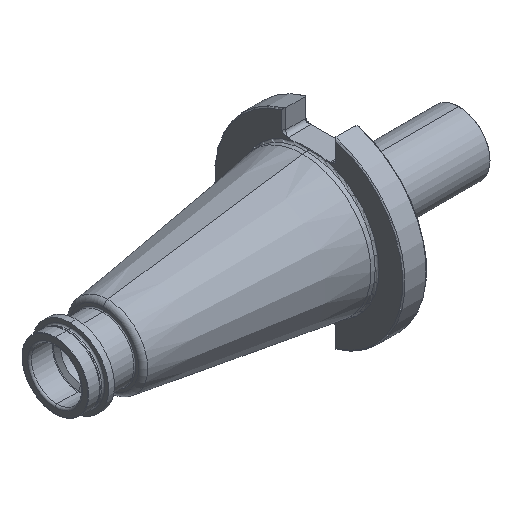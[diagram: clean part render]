
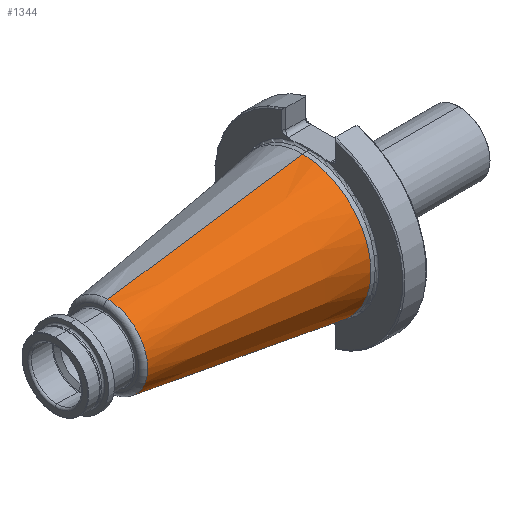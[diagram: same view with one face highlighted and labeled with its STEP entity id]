
A CAD part, isometric view. The second image highlights one B-rep face of the part: STEP entity #1344.
In plain terms, the highlighted conical face has half-angle 8.297 degrees and reference radius 34.925 mm.
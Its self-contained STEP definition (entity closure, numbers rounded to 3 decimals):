
#130 = ORIENTED_EDGE ( 'NONE', *, *, #2888, .F. ) ;
#258 = EDGE_CURVE ( 'NONE', #1268, #639, #2487, .T. ) ;
#425 = CIRCLE ( 'NONE', #1542, 20.377 ) ;
#639 = VERTEX_POINT ( 'NONE', #2419 ) ;
#716 = DIRECTION ( 'NONE',  ( 0.99, 0., -0.144 ) ) ;
#731 = CARTESIAN_POINT ( 'NONE',  ( 0., 0., -34.925 ) ) ;
#815 = CARTESIAN_POINT ( 'NONE',  ( 0., 0., 0. ) ) ;
#841 = EDGE_LOOP ( 'NONE', ( #3280, #130, #1083, #2843 ) ) ;
#862 = DIRECTION ( 'NONE',  ( 0.99, 0., 0.144 ) ) ;
#879 = CARTESIAN_POINT ( 'NONE',  ( 0., 0., 34.925 ) ) ;
#1030 = CONICAL_SURFACE ( 'NONE', #1882, 34.925, 0.145 ) ;
#1083 = ORIENTED_EDGE ( 'NONE', *, *, #258, .T. ) ;
#1086 = DIRECTION ( 'NONE',  ( -1., 0., 0. ) ) ;
#1113 = CARTESIAN_POINT ( 'NONE',  ( -99.761, 0., 0. ) ) ;
#1121 = VECTOR ( 'NONE', #862, 1000. ) ;
#1151 = DIRECTION ( 'NONE',  ( 0., 0., 1. ) ) ;
#1255 = VERTEX_POINT ( 'NONE', #3690 ) ;
#1268 = VERTEX_POINT ( 'NONE', #3424 ) ;
#1344 = ADVANCED_FACE ( 'NONE', ( #2782 ), #1030, .T. ) ;
#1383 = AXIS2_PLACEMENT_3D ( 'NONE', #815, #2761, #2749 ) ;
#1399 = EDGE_CURVE ( 'NONE', #1727, #1255, #2589, .T. ) ;
#1542 = AXIS2_PLACEMENT_3D ( 'NONE', #1113, #1086, #1151 ) ;
#1556 = EDGE_CURVE ( 'NONE', #639, #1255, #2730, .T. ) ;
#1727 = VERTEX_POINT ( 'NONE', #3819 ) ;
#1882 = AXIS2_PLACEMENT_3D ( 'NONE', #2067, #2450, #2110 ) ;
#2067 = CARTESIAN_POINT ( 'NONE',  ( 0., 0., 0. ) ) ;
#2110 = DIRECTION ( 'NONE',  ( 0., 0., -1. ) ) ;
#2419 = CARTESIAN_POINT ( 'NONE',  ( 0., 0., -34.925 ) ) ;
#2450 = DIRECTION ( 'NONE',  ( 1., 0., 0. ) ) ;
#2487 = LINE ( 'NONE', #731, #3306 ) ;
#2589 = LINE ( 'NONE', #879, #1121 ) ;
#2730 = CIRCLE ( 'NONE', #1383, 34.925 ) ;
#2749 = DIRECTION ( 'NONE',  ( 0., 0., 1. ) ) ;
#2761 = DIRECTION ( 'NONE',  ( -1., 0., 0. ) ) ;
#2782 = FACE_OUTER_BOUND ( 'NONE', #841, .T. ) ;
#2843 = ORIENTED_EDGE ( 'NONE', *, *, #1556, .T. ) ;
#2888 = EDGE_CURVE ( 'NONE', #1268, #1727, #425, .T. ) ;
#3280 = ORIENTED_EDGE ( 'NONE', *, *, #1399, .F. ) ;
#3306 = VECTOR ( 'NONE', #716, 1000. ) ;
#3424 = CARTESIAN_POINT ( 'NONE',  ( -99.761, 0., -20.377 ) ) ;
#3690 = CARTESIAN_POINT ( 'NONE',  ( 0., 0., 34.925 ) ) ;
#3819 = CARTESIAN_POINT ( 'NONE',  ( -99.761, 0., 20.377 ) ) ;
